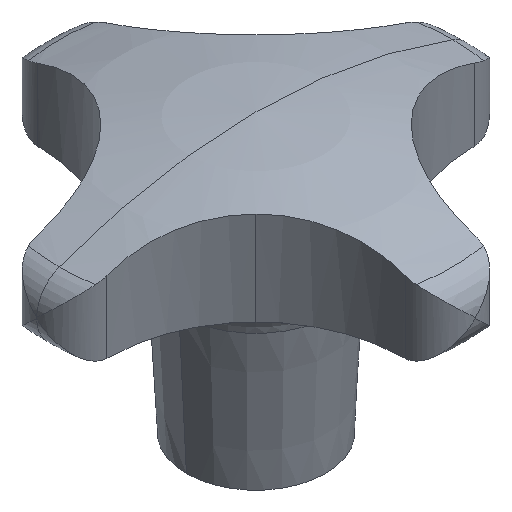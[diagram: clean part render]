
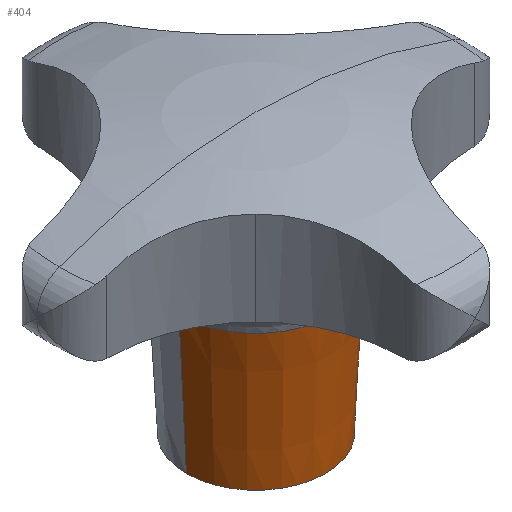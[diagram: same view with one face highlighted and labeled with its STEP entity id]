
A CAD part, isometric view. The second image highlights one B-rep face of the part: STEP entity #404.
In plain terms, the highlighted conical face has half-angle 3 degrees and reference radius 10.531 mm.
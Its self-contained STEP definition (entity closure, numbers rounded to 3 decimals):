
#260=EDGE_CURVE('',#690,#686,#748,.T.);
#300=EDGE_CURVE('',#706,#686,#790,.T.);
#404=ADVANCED_FACE('',(#902),#903,.T.);
#518=EDGE_CURVE('',#658,#690,#1030,.T.);
#658=VERTEX_POINT('',#1184);
#686=VERTEX_POINT('',#1217);
#690=VERTEX_POINT('',#1221);
#700=EDGE_CURVE('',#706,#658,#1231,.T.);
#706=VERTEX_POINT('',#1238);
#748=LINE('',#1273,#1274);
#790=CIRCLE('',#1345,11.062);
#902=FACE_OUTER_BOUND('',#1617,.T.);
#903=CONICAL_SURFACE('',#1618,10.531,0.052);
#1030=CIRCLE('',#1995,10.0);
#1184=CARTESIAN_POINT('',(10.,0.,0.));
#1217=CARTESIAN_POINT('',(-11.062,0.,20.262));
#1221=CARTESIAN_POINT('',(-10.0,0.,0.));
#1231=LINE('',#2512,#2513);
#1238=CARTESIAN_POINT('',(11.062,0.,20.262));
#1273=CARTESIAN_POINT('',(-10.531,0.,10.131));
#1274=VECTOR('',#2585,1.0);
#1345=AXIS2_PLACEMENT_3D('',#2624,#2625,#2626);
#1617=EDGE_LOOP('',(#2739,#2740,#2741,#2742));
#1618=AXIS2_PLACEMENT_3D('',#2743,#2744,#2745);
#1995=AXIS2_PLACEMENT_3D('',#2891,#2892,#2893);
#2512=CARTESIAN_POINT('',(10.531,0.,10.131));
#2513=VECTOR('',#3109,1.0);
#2585=DIRECTION('',(-0.052,0.,0.999));
#2624=CARTESIAN_POINT('',(0.,0.,20.262));
#2625=DIRECTION('',(0.0,0.0,-1.0));
#2626=DIRECTION('',(1.0,0.,0.0));
#2739=ORIENTED_EDGE('',*,*,#700,.F.);
#2740=ORIENTED_EDGE('',*,*,#300,.T.);
#2741=ORIENTED_EDGE('',*,*,#260,.F.);
#2742=ORIENTED_EDGE('',*,*,#518,.F.);
#2743=CARTESIAN_POINT('',(0.,0.,10.131));
#2744=DIRECTION('',(-0.0,-0.0,1.0));
#2745=DIRECTION('',(1.0,0.,0.0));
#2891=CARTESIAN_POINT('',(0.,0.,0.));
#2892=DIRECTION('',(0.0,0.0,-1.0));
#2893=DIRECTION('',(1.0,0.,0.0));
#3109=DIRECTION('',(-0.052,0.,-0.999));
